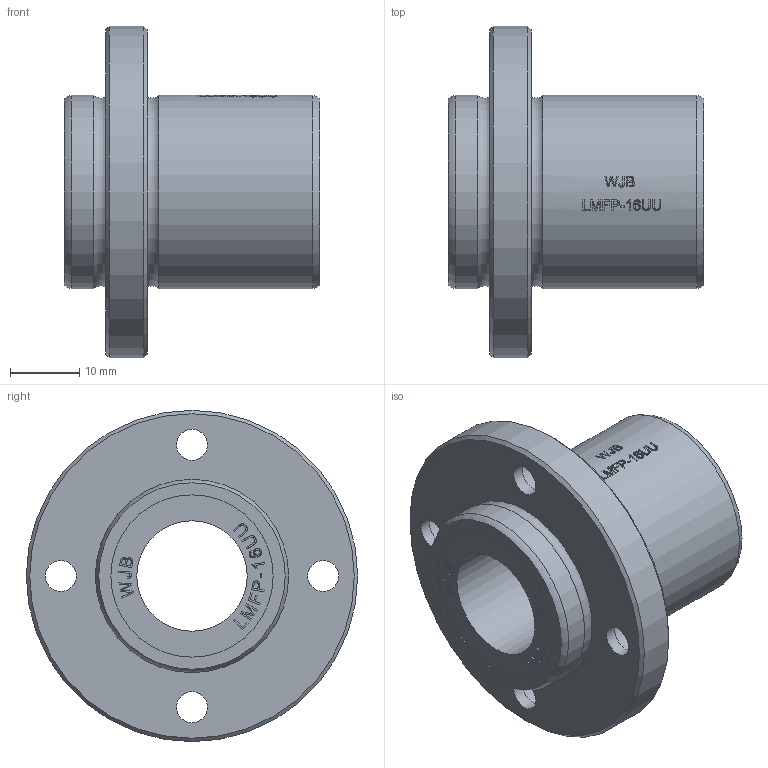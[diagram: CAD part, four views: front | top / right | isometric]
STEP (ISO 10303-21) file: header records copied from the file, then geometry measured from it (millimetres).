
FILE_DESCRIPTION(/* description */ (''),/* implementation_level */ '2;1');
FILE_NAME(/* name */ 'WJB-LMFP-16UU-2.stp',/* time_stamp */ '2019-01-26T19:14:07+08:00',/* author */ (''),/* organization */ (''),/* preprocessor_version */ 'ST-DEVELOPER v11',/* originating_system */ 'SIEMENS UGS NX 6.0',/* authorisation */ '');
FILE_SCHEMA (('AUTOMOTIVE_DESIGN { 1 0 10303 214 1 1 1 1 }'));
Length unit declared in the file: millimetre
Products named in the file (1): ROCK97E1xpjc
Bounding box: 37 x 48 x 48 mm (x, y, z)
Volume: 21317.9 mm3; surface area: 9042 mm2
Topology: 1 solids, 1 shells, 360 faces, 900 edges, 598 vertices
Faces by surface type: plane 222, extrusion 102, cylinder 30, torus 4, cone 2
Full cylindrical faces by diameter (mm): 4.5 x4, 8 x4, 16 x1, 23.5 x2, 28 x2, 48 x1
Entity records: 13700 total; most frequent: CARTESIAN_POINT 5651, ORIENTED_EDGE 1760, DIRECTION 1272, EDGE_CURVE 880, VERTEX_POINT 598, VECTOR 562, LINE 460, EDGE_LOOP 446
